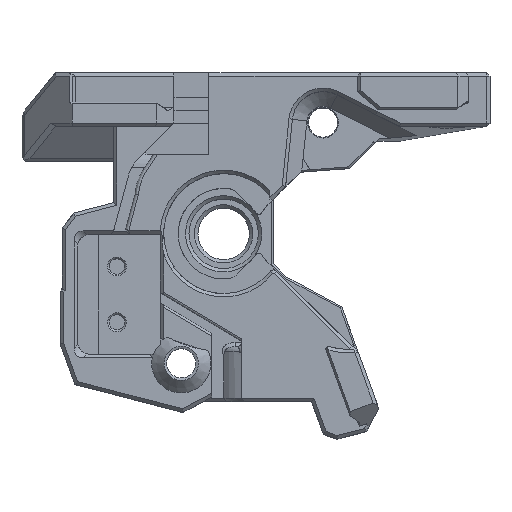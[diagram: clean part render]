
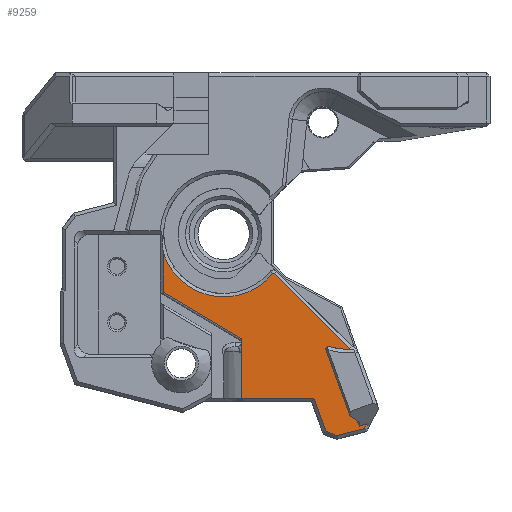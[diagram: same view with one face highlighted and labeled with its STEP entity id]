
A CAD part, top view. The second image highlights one B-rep face of the part: STEP entity #9259.
In plain terms, the highlighted planar face has unit normal (0, 0, 1).
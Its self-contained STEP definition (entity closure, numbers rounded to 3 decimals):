
#325=PLANE('',#9906);
#840=FACE_OUTER_BOUND('',#1363,.T.);
#1363=EDGE_LOOP('',(#7003,#7004,#7005,#7006,#7007,#7008,#7009,#7010,#7011,
#7012,#7013,#7014,#7015,#7016,#7017));
#1856=LINE('',#13939,#2900);
#1858=LINE('',#13947,#2902);
#1890=LINE('',#14293,#2934);
#1958=LINE('',#14522,#3002);
#1986=LINE('',#14651,#3030);
#1997=LINE('',#14673,#3041);
#1998=LINE('',#14675,#3042);
#1999=LINE('',#14677,#3043);
#2000=LINE('',#14679,#3044);
#2001=LINE('',#14681,#3045);
#2002=LINE('',#14683,#3046);
#2003=LINE('',#14686,#3047);
#2900=VECTOR('',#10696,1000.);
#2902=VECTOR('',#10706,1000.);
#2934=VECTOR('',#10874,1000.);
#3002=VECTOR('',#11040,1000.);
#3030=VECTOR('',#11126,1000.);
#3041=VECTOR('',#11145,1000.);
#3042=VECTOR('',#11146,1000.);
#3043=VECTOR('',#11147,1000.);
#3044=VECTOR('',#11148,1000.);
#3045=VECTOR('',#11149,1000.);
#3046=VECTOR('',#11150,1000.);
#3047=VECTOR('',#11153,1000.);
#3910=CIRCLE('',#9823,0.1);
#3935=CIRCLE('',#9907,8.125);
#3936=CIRCLE('',#9908,7.4);
#4161=VERTEX_POINT('',#13936);
#4162=VERTEX_POINT('',#13938);
#4163=VERTEX_POINT('',#13943);
#4222=VERTEX_POINT('',#14283);
#4225=VERTEX_POINT('',#14288);
#4226=VERTEX_POINT('',#14292);
#4289=VERTEX_POINT('',#14521);
#4319=VERTEX_POINT('',#14650);
#4326=VERTEX_POINT('',#14672);
#4327=VERTEX_POINT('',#14674);
#4328=VERTEX_POINT('',#14676);
#4329=VERTEX_POINT('',#14678);
#4330=VERTEX_POINT('',#14680);
#4331=VERTEX_POINT('',#14682);
#4332=VERTEX_POINT('',#14684);
#5100=EDGE_CURVE('',#4162,#4161,#1856,.T.);
#5105=EDGE_CURVE('',#4163,#4162,#1858,.T.);
#5190=EDGE_CURVE('',#4225,#4222,#3910,.T.);
#5191=EDGE_CURVE('',#4226,#4163,#1890,.T.);
#5286=EDGE_CURVE('',#4289,#4161,#1958,.T.);
#5329=EDGE_CURVE('',#4222,#4319,#1986,.T.);
#5340=EDGE_CURVE('',#4326,#4289,#1997,.T.);
#5341=EDGE_CURVE('',#4327,#4326,#1998,.T.);
#5342=EDGE_CURVE('',#4328,#4327,#1999,.T.);
#5343=EDGE_CURVE('',#4329,#4328,#2000,.T.);
#5344=EDGE_CURVE('',#4329,#4330,#2001,.T.);
#5345=EDGE_CURVE('',#4330,#4331,#2002,.T.);
#5346=EDGE_CURVE('',#4332,#4331,#3935,.T.);
#5347=EDGE_CURVE('',#4319,#4332,#2003,.T.);
#5348=EDGE_CURVE('',#4226,#4225,#3936,.T.);
#7003=ORIENTED_EDGE('',*,*,#5191,.T.);
#7004=ORIENTED_EDGE('',*,*,#5105,.T.);
#7005=ORIENTED_EDGE('',*,*,#5100,.T.);
#7006=ORIENTED_EDGE('',*,*,#5286,.F.);
#7007=ORIENTED_EDGE('',*,*,#5340,.F.);
#7008=ORIENTED_EDGE('',*,*,#5341,.F.);
#7009=ORIENTED_EDGE('',*,*,#5342,.F.);
#7010=ORIENTED_EDGE('',*,*,#5343,.F.);
#7011=ORIENTED_EDGE('',*,*,#5344,.T.);
#7012=ORIENTED_EDGE('',*,*,#5345,.T.);
#7013=ORIENTED_EDGE('',*,*,#5346,.F.);
#7014=ORIENTED_EDGE('',*,*,#5347,.F.);
#7015=ORIENTED_EDGE('',*,*,#5329,.F.);
#7016=ORIENTED_EDGE('',*,*,#5190,.F.);
#7017=ORIENTED_EDGE('',*,*,#5348,.F.);
#9259=ADVANCED_FACE('',(#840),#325,.T.);
#9823=AXIS2_PLACEMENT_3D('',#14290,#10870,#10871);
#9906=AXIS2_PLACEMENT_3D('',#14671,#11143,#11144);
#9907=AXIS2_PLACEMENT_3D('',#14685,#11151,#11152);
#9908=AXIS2_PLACEMENT_3D('',#14687,#11154,#11155);
#10696=DIRECTION('',(0.,-1.,0.));
#10706=DIRECTION('',(0.859,-0.513,0.));
#10870=DIRECTION('center_axis',(0.,0.,
-1.));
#10871=DIRECTION('ref_axis',(-1.,0.,0.));
#10874=DIRECTION('',(0.,-1.,0.));
#11040=DIRECTION('',(-1.,0.,0.));
#11126=DIRECTION('',(0.707,-0.707,0.));
#11143=DIRECTION('center_axis',(0.,0.,
1.));
#11144=DIRECTION('ref_axis',(1.,0.,0.));
#11145=DIRECTION('',(-0.342,0.94,0.));
#11146=DIRECTION('',(-0.942,0.336,0.));
#11147=DIRECTION('',(-0.968,-0.251,0.));
#11148=DIRECTION('',(-0.465,-0.885,0.));
#11149=DIRECTION('',(-0.94,-0.342,0.));
#11150=DIRECTION('',(-0.342,0.94,0.));
#11151=DIRECTION('center_axis',(0.,0.,
-1.));
#11152=DIRECTION('ref_axis',(-0.883,-0.469,0.));
#11153=DIRECTION('',(0.88,-0.475,0.));
#11154=DIRECTION('center_axis',(0.,0.,
1.));
#11155=DIRECTION('ref_axis',(-1.,0.,0.));
#13936=CARTESIAN_POINT('',(2.101,-19.21,21.2));
#13938=CARTESIAN_POINT('',(2.101,-12.289,21.2));
#13939=CARTESIAN_POINT('',(2.101,-16.878,21.2));
#13943=CARTESIAN_POINT('',(-7.015,-6.848,21.2));
#13947=CARTESIAN_POINT('',(-1.338,-10.236,21.2));
#14283=CARTESIAN_POINT('',(5.88,-4.673,21.2));
#14288=CARTESIAN_POINT('',(5.731,-4.681,21.2));
#14290=CARTESIAN_POINT('Origin',(5.809,-4.744,21.2));
#14292=CARTESIAN_POINT('',(-7.015,-2.356,21.2));
#14293=CARTESIAN_POINT('',(-7.015,-12.734,21.2));
#14521=CARTESIAN_POINT('',(10.542,-19.21,21.2));
#14522=CARTESIAN_POINT('',(10.306,-19.21,21.2));
#14650=CARTESIAN_POINT('',(14.639,-13.433,21.2));
#14651=CARTESIAN_POINT('',(10.249,-9.043,21.2));
#14671=CARTESIAN_POINT('Origin',(9.586,8.065,21.2));
#14672=CARTESIAN_POINT('',(11.966,-23.121,21.2));
#14673=CARTESIAN_POINT('',(7.031,-9.563,21.2));
#14674=CARTESIAN_POINT('',(13.245,-23.577,21.2));
#14675=CARTESIAN_POINT('',(5.89,-20.955,21.2));
#14676=CARTESIAN_POINT('',(16.411,-22.757,21.2));
#14677=CARTESIAN_POINT('',(17.849,-22.385,21.2));
#14678=CARTESIAN_POINT('',(16.706,-22.197,21.2));
#14679=CARTESIAN_POINT('',(22.335,-11.494,21.2));
#14680=CARTESIAN_POINT('',(15.851,-22.508,21.2));
#14681=CARTESIAN_POINT('',(18.312,-21.612,21.2));
#14682=CARTESIAN_POINT('',(12.475,-13.231,21.2));
#14683=CARTESIAN_POINT('',(8.882,-3.361,21.2));
#14684=CARTESIAN_POINT('',(14.837,-13.54,21.2));
#14685=CARTESIAN_POINT('Origin',(14.697,-5.416,21.2));
#14686=CARTESIAN_POINT('',(6.871,-9.24,21.2));
#14687=CARTESIAN_POINT('Origin',(0.,0.,
21.2));
